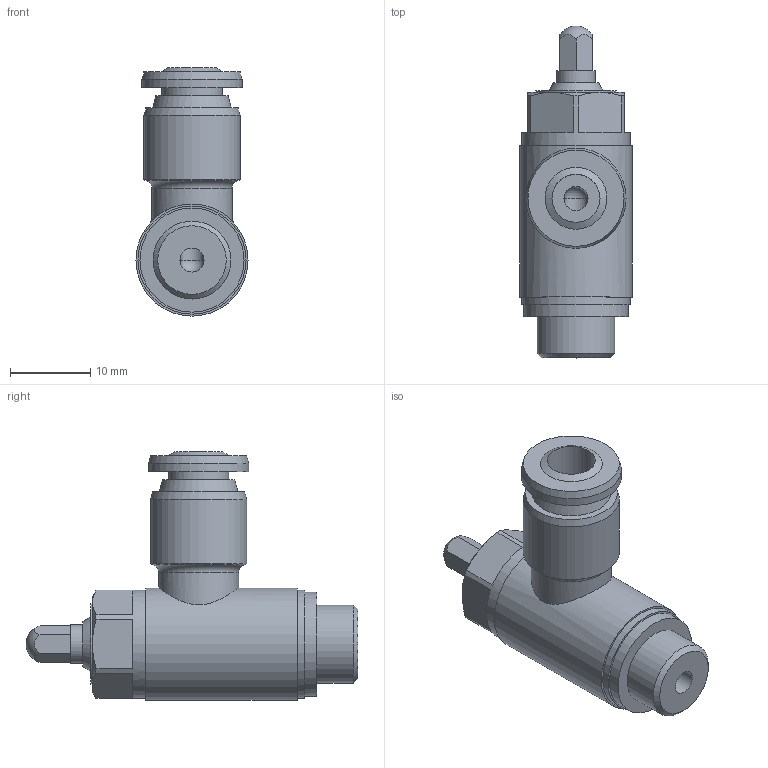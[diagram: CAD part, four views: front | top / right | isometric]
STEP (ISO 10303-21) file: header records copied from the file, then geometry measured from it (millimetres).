
FILE_DESCRIPTION(/* description */ ('STEP AP214'),/* implementation_level */ '2;1');
FILE_NAME(/* name */ '578798_VFOH-LE-A-G18-Q6',/* time_stamp */ '2024-09-16T12:28:45+02:00',/* author */ ('License CC BY-ND 4.0'),/* organization */ ('CADENAS'),/* preprocessor_version */ 'ST-DEVELOPER v19.3',/* originating_system */ 'PARTsolutions',/* authorisation */ ' ');
FILE_SCHEMA (('AUTOMOTIVE_DESIGN {1 0 10303 214 3 1 1}'));
Length unit declared in the file: millimetre
Products named in the file (1): 578798 VFOH-LE-A-G18-Q6
Bounding box: 14 x 41.45 x 31 mm (x, y, z)
Volume: 5654.8 mm3; surface area: 3111.9 mm2
Topology: 1 solids, 1 shells, 62 faces, 133 edges, 84 vertices
Faces by surface type: plane 32, cylinder 14, cone 13, sphere 2, torus 1
Full cylindrical faces by diameter (mm): 3 x2, 4.8 x1, 6 x1, 7.5 x1, 9.728 x1, 10 x1, 10.05 x1, 12 x1, 12.5 x1, 13 x1, 13.5 x2, 14 x1
Entity records: 2001 total; most frequent: CARTESIAN_POINT 298, DIRECTION 276, ORIENTED_EDGE 206, AXIS2_PLACEMENT_3D 123, EDGE_CURVE 103, EDGE_LOOP 99, FACE_BOUND 99, VERTEX_POINT 78
